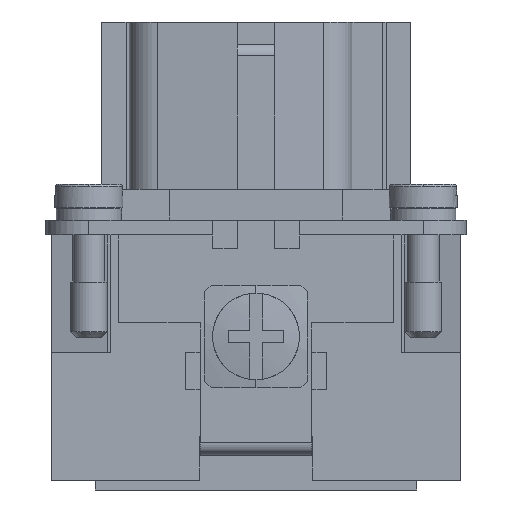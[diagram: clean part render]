
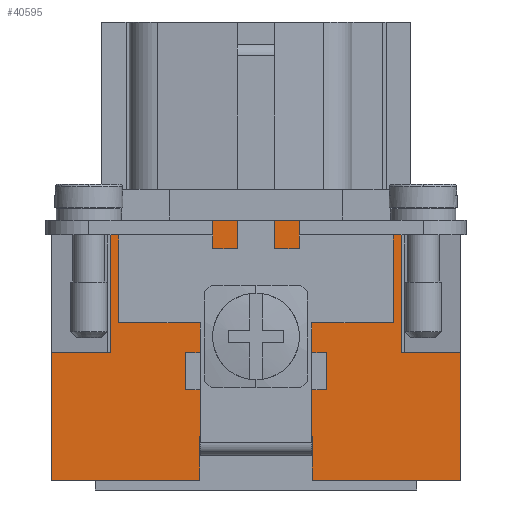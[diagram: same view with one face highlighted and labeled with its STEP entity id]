
A CAD part, left-side view. The second image highlights one B-rep face of the part: STEP entity #40595.
In plain terms, the highlighted planar face has unit normal (-1, 0, 0).
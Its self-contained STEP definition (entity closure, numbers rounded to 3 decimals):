
#7469=CARTESIAN_POINT('',(-31.6,4.55,0.0));
#7470=VERTEX_POINT('',#7469);
#7477=CARTESIAN_POINT('',(-31.6,16.5,0.0));
#7478=VERTEX_POINT('',#7477);
#7479=CARTESIAN_POINT('',(-31.6,4.55,0.0));
#7480=DIRECTION('',(0.0,1.0,0.0));
#7481=VECTOR('',#7480,11.95);
#7482=LINE('',#7479,#7481);
#7483=EDGE_CURVE('',#7470,#7478,#7482,.T.);
#7516=CARTESIAN_POINT('',(-31.6,-16.5,0.0));
#7517=VERTEX_POINT('',#7516);
#7524=CARTESIAN_POINT('',(-31.6,-4.55,0.0));
#7525=VERTEX_POINT('',#7524);
#7526=CARTESIAN_POINT('',(-31.6,-16.5,0.0));
#7527=DIRECTION('',(0.0,1.0,0.0));
#7528=VECTOR('',#7527,11.95);
#7529=LINE('',#7526,#7528);
#7530=EDGE_CURVE('',#7517,#7525,#7529,.T.);
#25692=CARTESIAN_POINT('',(-31.6,-16.5,10.3));
#25693=VERTEX_POINT('',#25692);
#25700=CARTESIAN_POINT('',(-31.6,-16.5,0.0));
#25701=DIRECTION('',(0.0,0.0,1.0));
#25702=VECTOR('',#25701,10.3);
#25703=LINE('',#25700,#25702);
#25704=EDGE_CURVE('',#7517,#25693,#25703,.T.);
#32922=CARTESIAN_POINT('',(-31.6,11.75,21.0));
#32923=VERTEX_POINT('',#32922);
#32930=CARTESIAN_POINT('',(-31.6,-11.75,21.0));
#32931=VERTEX_POINT('',#32930);
#32932=CARTESIAN_POINT('',(-31.6,-11.75,21.0));
#32933=DIRECTION('',(0.0,1.0,0.0));
#32934=VECTOR('',#32933,23.5);
#32935=LINE('',#32932,#32934);
#32936=EDGE_CURVE('',#32931,#32923,#32935,.T.);
#40152=CARTESIAN_POINT('',(-31.6,11.75,10.3));
#40153=VERTEX_POINT('',#40152);
#40162=CARTESIAN_POINT('',(-31.6,11.75,21.0));
#40163=DIRECTION('',(0.0,0.0,-1.0));
#40164=VECTOR('',#40163,10.7);
#40165=LINE('',#40162,#40164);
#40166=EDGE_CURVE('',#32923,#40153,#40165,.T.);
#40208=CARTESIAN_POINT('',(-31.6,16.5,10.3));
#40209=VERTEX_POINT('',#40208);
#40210=CARTESIAN_POINT('',(-31.6,11.75,10.3));
#40211=DIRECTION('',(0.0,1.0,0.0));
#40212=VECTOR('',#40211,4.75);
#40213=LINE('',#40210,#40212);
#40214=EDGE_CURVE('',#40153,#40209,#40213,.T.);
#40421=CARTESIAN_POINT('',(-31.6,-11.75,10.3));
#40422=VERTEX_POINT('',#40421);
#40431=CARTESIAN_POINT('',(-31.6,-11.75,10.3));
#40432=DIRECTION('',(0.0,0.0,1.0));
#40433=VECTOR('',#40432,10.7);
#40434=LINE('',#40431,#40433);
#40435=EDGE_CURVE('',#40422,#32931,#40434,.T.);
#40445=CARTESIAN_POINT('',(-31.6,-16.5,10.3));
#40446=DIRECTION('',(0.0,1.0,0.0));
#40447=VECTOR('',#40446,4.75);
#40448=LINE('',#40445,#40447);
#40449=EDGE_CURVE('',#25693,#40422,#40448,.T.);
#40532=CARTESIAN_POINT('',(-31.6,16.5,0.0));
#40533=DIRECTION('',(0.0,0.0,1.0));
#40534=VECTOR('',#40533,10.3);
#40535=LINE('',#40532,#40534);
#40536=EDGE_CURVE('',#7478,#40209,#40535,.T.);
#40557=CARTESIAN_POINT('',(-31.6,-16.5,0.0));
#40558=DIRECTION('',(-1.0,0.0,0.0));
#40559=DIRECTION('',(0.0,0.0,1.0));
#40560=AXIS2_PLACEMENT_3D('',#40557,#40558,#40559);
#40561=PLANE('',#40560);
#40562=ORIENTED_EDGE('',*,*,#40166,.T.);
#40563=ORIENTED_EDGE('',*,*,#40214,.T.);
#40564=ORIENTED_EDGE('',*,*,#40536,.F.);
#40565=ORIENTED_EDGE('',*,*,#7483,.F.);
#40566=CARTESIAN_POINT('',(-31.6,4.55,3.5));
#40567=VERTEX_POINT('',#40566);
#40568=CARTESIAN_POINT('',(-31.6,4.55,0.0));
#40569=DIRECTION('',(0.0,0.0,1.0));
#40570=VECTOR('',#40569,3.5);
#40571=LINE('',#40568,#40570);
#40572=EDGE_CURVE('',#7470,#40567,#40571,.T.);
#40573=ORIENTED_EDGE('',*,*,#40572,.T.);
#40574=CARTESIAN_POINT('',(-31.6,-4.55,3.5));
#40575=VERTEX_POINT('',#40574);
#40576=CARTESIAN_POINT('',(-31.6,4.55,3.5));
#40577=DIRECTION('',(0.0,-1.0,0.0));
#40578=VECTOR('',#40577,9.1);
#40579=LINE('',#40576,#40578);
#40580=EDGE_CURVE('',#40567,#40575,#40579,.T.);
#40581=ORIENTED_EDGE('',*,*,#40580,.T.);
#40582=CARTESIAN_POINT('',(-31.6,-4.55,3.5));
#40583=DIRECTION('',(0.0,0.0,-1.0));
#40584=VECTOR('',#40583,3.5);
#40585=LINE('',#40582,#40584);
#40586=EDGE_CURVE('',#40575,#7525,#40585,.T.);
#40587=ORIENTED_EDGE('',*,*,#40586,.T.);
#40588=ORIENTED_EDGE('',*,*,#7530,.F.);
#40589=ORIENTED_EDGE('',*,*,#25704,.T.);
#40590=ORIENTED_EDGE('',*,*,#40449,.T.);
#40591=ORIENTED_EDGE('',*,*,#40435,.T.);
#40592=ORIENTED_EDGE('',*,*,#32936,.T.);
#40593=EDGE_LOOP('',(#40562,#40563,#40564,#40565,#40573,#40581,#40587,#40588,#40589,#40590,#40591,#40592));
#40594=FACE_OUTER_BOUND('',#40593,.T.);
#40595=ADVANCED_FACE('',(#40594),#40561,.T.);
